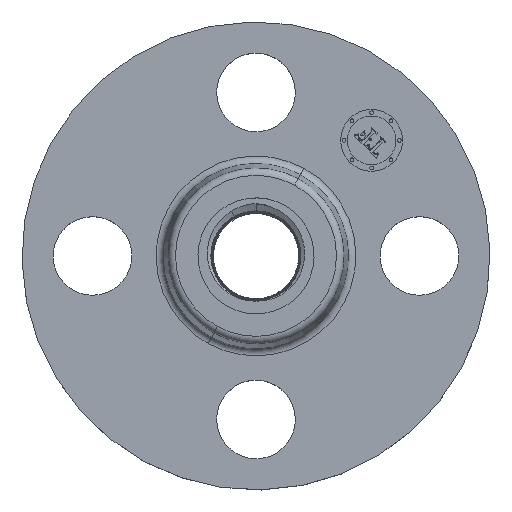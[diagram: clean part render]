
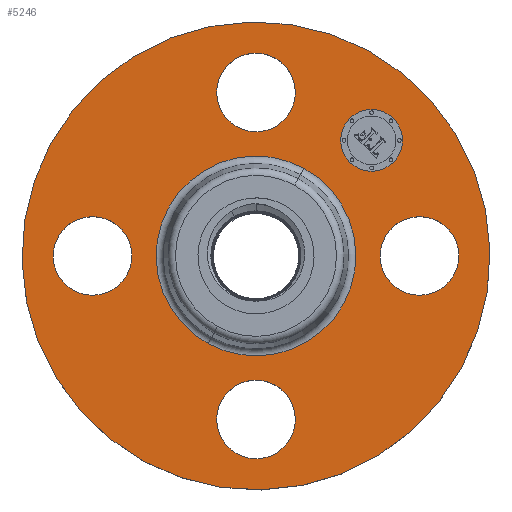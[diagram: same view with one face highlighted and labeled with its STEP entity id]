
A CAD part, top view. The second image highlights one B-rep face of the part: STEP entity #5246.
In plain terms, the highlighted planar face has unit normal (0, 0, 1).
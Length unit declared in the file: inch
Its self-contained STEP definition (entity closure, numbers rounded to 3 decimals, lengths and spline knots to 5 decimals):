
#362=AXIS2_PLACEMENT_3D('Circle Axis2P3D',#360,#361,$) ;
#379=AXIS2_PLACEMENT_3D('Circle Axis2P3D',#377,#378,$) ;
#412=AXIS2_PLACEMENT_3D('Circle Axis2P3D',#410,#411,$) ;
#436=AXIS2_PLACEMENT_3D('Circle Axis2P3D',#434,#435,$) ;
#453=AXIS2_PLACEMENT_3D('Circle Axis2P3D',#451,#452,$) ;
#488=AXIS2_PLACEMENT_3D('Circle Axis2P3D',#486,#487,$) ;
#725=AXIS2_PLACEMENT_3D('Circle Axis2P3D',#723,#724,$) ;
#737=AXIS2_PLACEMENT_3D('Circle Axis2P3D',#735,#736,$) ;
#768=AXIS2_PLACEMENT_3D('Circle Axis2P3D',#766,#767,$) ;
#780=AXIS2_PLACEMENT_3D('Circle Axis2P3D',#778,#779,$) ;
#811=AXIS2_PLACEMENT_3D('Circle Axis2P3D',#809,#810,$) ;
#823=AXIS2_PLACEMENT_3D('Circle Axis2P3D',#821,#822,$) ;
#5202=AXIS2_PLACEMENT_3D('Plane Axis2P3D',#5199,#5200,#5201) ;
#5230=AXIS2_PLACEMENT_3D('Circle Axis2P3D',#5228,#5229,$) ;
#5239=AXIS2_PLACEMENT_3D('Circle Axis2P3D',#5237,#5238,$) ;
#343=CARTESIAN_POINT('Vertex',(1.03356,0.15102,0.5)) ;
#357=CARTESIAN_POINT('Vertex',(1.58644,-0.15102,0.5)) ;
#360=CARTESIAN_POINT('Axis2P3D Location',(1.31,0.,0.5)) ;
#377=CARTESIAN_POINT('Axis2P3D Location',(1.31,0.,0.5)) ;
#407=CARTESIAN_POINT('Vertex',(-0.89892,-1.64547,0.5)) ;
#410=CARTESIAN_POINT('Axis2P3D Location',(0.,0.,0.5)) ;
#414=CARTESIAN_POINT('Vertex',(0.89892,1.64547,0.5)) ;
#434=CARTESIAN_POINT('Axis2P3D Location',(0.,0.,0.5)) ;
#451=CARTESIAN_POINT('Axis2P3D Location',(0.,0.,0.5)) ;
#455=CARTESIAN_POINT('Vertex',(0.38371,0.70237,0.5)) ;
#457=CARTESIAN_POINT('Vertex',(-0.38371,-0.70237,0.5)) ;
#486=CARTESIAN_POINT('Axis2P3D Location',(0.,0.,0.5)) ;
#713=CARTESIAN_POINT('Vertex',(-0.15102,1.03356,0.5)) ;
#720=CARTESIAN_POINT('Vertex',(0.15102,1.58644,0.5)) ;
#723=CARTESIAN_POINT('Axis2P3D Location',(0.,1.31,0.5)) ;
#735=CARTESIAN_POINT('Axis2P3D Location',(0.,1.31,0.5)) ;
#756=CARTESIAN_POINT('Vertex',(-1.03356,-0.15102,0.5)) ;
#763=CARTESIAN_POINT('Vertex',(-1.58644,0.15102,0.5)) ;
#766=CARTESIAN_POINT('Axis2P3D Location',(-1.31,0.,0.5)) ;
#778=CARTESIAN_POINT('Axis2P3D Location',(-1.31,0.,0.5)) ;
#799=CARTESIAN_POINT('Vertex',(0.15102,-1.03356,0.5)) ;
#806=CARTESIAN_POINT('Vertex',(-0.15102,-1.58644,0.5)) ;
#809=CARTESIAN_POINT('Axis2P3D Location',(0.,-1.31,0.5)) ;
#821=CARTESIAN_POINT('Axis2P3D Location',(0.,-1.31,0.5)) ;
#5199=CARTESIAN_POINT('Axis2P3D Location',(0.,1.875,0.5)) ;
#5228=CARTESIAN_POINT('Axis2P3D Location',(0.92631,0.92631,0.5)) ;
#5232=CARTESIAN_POINT('Vertex',(0.7513,1.10132,0.5)) ;
#5234=CARTESIAN_POINT('Vertex',(1.10132,0.7513,0.5)) ;
#5237=CARTESIAN_POINT('Axis2P3D Location',(0.92631,0.92631,0.5)) ;
#361=DIRECTION('Axis2P3D Direction',(0.,-0.,-0.039)) ;
#378=DIRECTION('Axis2P3D Direction',(0.,-0.,-0.039)) ;
#411=DIRECTION('Axis2P3D Direction',(0.,0.,-0.039)) ;
#435=DIRECTION('Axis2P3D Direction',(0.,0.,-0.039)) ;
#452=DIRECTION('Axis2P3D Direction',(0.,0.,-0.039)) ;
#487=DIRECTION('Axis2P3D Direction',(0.,0.,-0.039)) ;
#724=DIRECTION('Axis2P3D Direction',(0.,0.,-0.039)) ;
#736=DIRECTION('Axis2P3D Direction',(0.,0.,-0.039)) ;
#767=DIRECTION('Axis2P3D Direction',(-0.,0.,-0.039)) ;
#779=DIRECTION('Axis2P3D Direction',(-0.,0.,-0.039)) ;
#810=DIRECTION('Axis2P3D Direction',(0.,-0.,-0.039)) ;
#822=DIRECTION('Axis2P3D Direction',(0.,-0.,-0.039)) ;
#5200=DIRECTION('Axis2P3D Direction',(0.,0.,-0.039)) ;
#5201=DIRECTION('Axis2P3D XDirection',(0.039,0.,0.)) ;
#5229=DIRECTION('Axis2P3D Direction',(0.,0.,-0.039)) ;
#5238=DIRECTION('Axis2P3D Direction',(0.,0.,-0.039)) ;
#5205=ORIENTED_EDGE('',*,*,#438,.F.) ;
#5206=ORIENTED_EDGE('',*,*,#416,.F.) ;
#5209=ORIENTED_EDGE('',*,*,#364,.T.) ;
#5210=ORIENTED_EDGE('',*,*,#381,.T.) ;
#5213=ORIENTED_EDGE('',*,*,#490,.T.) ;
#5214=ORIENTED_EDGE('',*,*,#459,.T.) ;
#5217=ORIENTED_EDGE('',*,*,#825,.T.) ;
#5218=ORIENTED_EDGE('',*,*,#813,.T.) ;
#5221=ORIENTED_EDGE('',*,*,#782,.T.) ;
#5222=ORIENTED_EDGE('',*,*,#770,.T.) ;
#5225=ORIENTED_EDGE('',*,*,#739,.T.) ;
#5226=ORIENTED_EDGE('',*,*,#727,.T.) ;
#5243=ORIENTED_EDGE('',*,*,#5236,.T.) ;
#5244=ORIENTED_EDGE('',*,*,#5241,.T.) ;
#5211=FACE_BOUND('',#5208,.T.) ;
#5215=FACE_BOUND('',#5212,.T.) ;
#5219=FACE_BOUND('',#5216,.T.) ;
#5223=FACE_BOUND('',#5220,.T.) ;
#5227=FACE_BOUND('',#5224,.T.) ;
#5245=FACE_BOUND('',#5242,.T.) ;
#5246=ADVANCED_FACE('PartBody',(#5207,#5211,#5215,#5219,#5223,#5227,#5245),#5203,.F.) ;
#363=CIRCLE('generated circle',#362,0.315) ;
#380=CIRCLE('generated circle',#379,0.315) ;
#413=CIRCLE('generated circle',#412,1.875) ;
#437=CIRCLE('generated circle',#436,1.875) ;
#454=CIRCLE('generated circle',#453,0.80035) ;
#489=CIRCLE('generated circle',#488,0.80035) ;
#726=CIRCLE('generated circle',#725,0.315) ;
#738=CIRCLE('generated circle',#737,0.315) ;
#769=CIRCLE('generated circle',#768,0.315) ;
#781=CIRCLE('generated circle',#780,0.315) ;
#812=CIRCLE('generated circle',#811,0.315) ;
#824=CIRCLE('generated circle',#823,0.315) ;
#5231=CIRCLE('generated circle',#5230,0.2475) ;
#5240=CIRCLE('generated circle',#5239,0.2475) ;
#364=EDGE_CURVE('',#344,#358,#363,.T.) ;
#381=EDGE_CURVE('',#358,#344,#380,.T.) ;
#416=EDGE_CURVE('',#408,#415,#413,.T.) ;
#438=EDGE_CURVE('',#415,#408,#437,.T.) ;
#459=EDGE_CURVE('',#456,#458,#454,.T.) ;
#490=EDGE_CURVE('',#458,#456,#489,.T.) ;
#727=EDGE_CURVE('',#714,#721,#726,.T.) ;
#739=EDGE_CURVE('',#721,#714,#738,.T.) ;
#770=EDGE_CURVE('',#757,#764,#769,.T.) ;
#782=EDGE_CURVE('',#764,#757,#781,.T.) ;
#813=EDGE_CURVE('',#800,#807,#812,.T.) ;
#825=EDGE_CURVE('',#807,#800,#824,.T.) ;
#5236=EDGE_CURVE('',#5233,#5235,#5231,.T.) ;
#5241=EDGE_CURVE('',#5235,#5233,#5240,.T.) ;
#5204=EDGE_LOOP('',(#5205,#5206)) ;
#5208=EDGE_LOOP('',(#5209,#5210)) ;
#5212=EDGE_LOOP('',(#5213,#5214)) ;
#5216=EDGE_LOOP('',(#5217,#5218)) ;
#5220=EDGE_LOOP('',(#5221,#5222)) ;
#5224=EDGE_LOOP('',(#5225,#5226)) ;
#5242=EDGE_LOOP('',(#5243,#5244)) ;
#5207=FACE_OUTER_BOUND('',#5204,.T.) ;
#5203=PLANE('',#5202) ;
#344=VERTEX_POINT('',#343) ;
#358=VERTEX_POINT('',#357) ;
#408=VERTEX_POINT('',#407) ;
#415=VERTEX_POINT('',#414) ;
#456=VERTEX_POINT('',#455) ;
#458=VERTEX_POINT('',#457) ;
#714=VERTEX_POINT('',#713) ;
#721=VERTEX_POINT('',#720) ;
#757=VERTEX_POINT('',#756) ;
#764=VERTEX_POINT('',#763) ;
#800=VERTEX_POINT('',#799) ;
#807=VERTEX_POINT('',#806) ;
#5233=VERTEX_POINT('',#5232) ;
#5235=VERTEX_POINT('',#5234) ;
